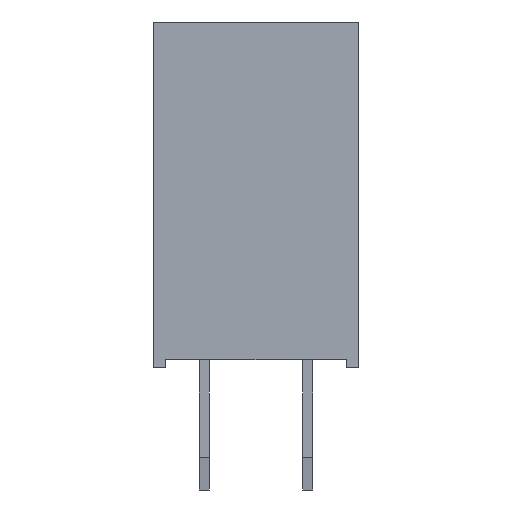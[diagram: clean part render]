
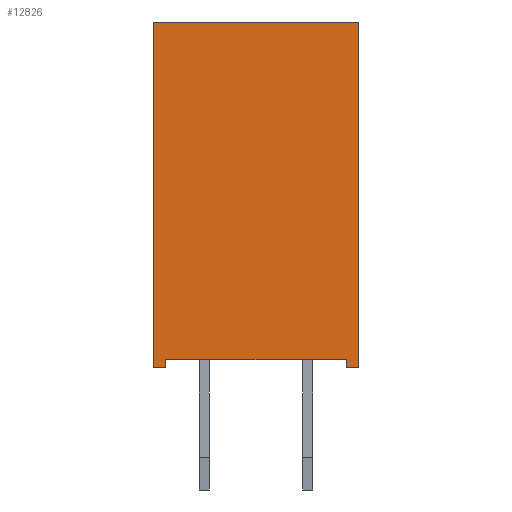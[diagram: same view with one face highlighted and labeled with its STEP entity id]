
A CAD part, left-side view. The second image highlights one B-rep face of the part: STEP entity #12826.
In plain terms, the highlighted planar face has unit normal (-1, 0, 0).
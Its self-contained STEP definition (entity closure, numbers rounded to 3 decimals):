
#930=FACE_OUTER_BOUND('',#1626,.T.);
#1626=EDGE_LOOP('',(#9261,#9262,#9263,#9264,#9265,#9266,#9267,#9268));
#2492=LINE('',#18850,#4036);
#2495=LINE('',#18855,#4039);
#2497=LINE('',#18859,#4041);
#2507=LINE('',#18879,#4051);
#2538=LINE('',#18941,#4082);
#2548=LINE('',#18960,#4092);
#2549=LINE('',#18962,#4093);
#2550=LINE('',#18963,#4094);
#4036=VECTOR('',#15187,0.3);
#4039=VECTOR('',#15192,8.5);
#4041=VECTOR('',#15196,5.04);
#4051=VECTOR('',#15208,8.5);
#4082=VECTOR('',#15263,4.44);
#4092=VECTOR('',#15285,0.3);
#4093=VECTOR('',#15288,0.2);
#4094=VECTOR('',#15289,0.2);
#5526=VERTEX_POINT('',#18847);
#5527=VERTEX_POINT('',#18849);
#5528=VERTEX_POINT('',#18853);
#5529=VERTEX_POINT('',#18857);
#5538=VERTEX_POINT('',#18877);
#5556=VERTEX_POINT('',#18938);
#5557=VERTEX_POINT('',#18940);
#5560=VERTEX_POINT('',#18958);
#6868=EDGE_CURVE('',#5527,#5526,#2492,.T.);
#6871=EDGE_CURVE('',#5526,#5528,#2495,.T.);
#6873=EDGE_CURVE('',#5528,#5529,#2497,.T.);
#6883=EDGE_CURVE('',#5529,#5538,#2507,.T.);
#6914=EDGE_CURVE('',#5557,#5556,#2538,.T.);
#6924=EDGE_CURVE('',#5538,#5560,#2548,.T.);
#6925=EDGE_CURVE('',#5560,#5557,#2549,.T.);
#6926=EDGE_CURVE('',#5556,#5527,#2550,.T.);
#9261=ORIENTED_EDGE('',*,*,#6871,.T.);
#9262=ORIENTED_EDGE('',*,*,#6873,.T.);
#9263=ORIENTED_EDGE('',*,*,#6883,.T.);
#9264=ORIENTED_EDGE('',*,*,#6924,.T.);
#9265=ORIENTED_EDGE('',*,*,#6925,.T.);
#9266=ORIENTED_EDGE('',*,*,#6914,.T.);
#9267=ORIENTED_EDGE('',*,*,#6926,.T.);
#9268=ORIENTED_EDGE('',*,*,#6868,.T.);
#12270=PLANE('',#13620);
#12826=ADVANCED_FACE('',(#930),#12270,.T.);
#13620=AXIS2_PLACEMENT_3D('',#18961,#15286,#15287);
#15187=DIRECTION('',(0.,0.,1.));
#15192=DIRECTION('',(0.,1.,0.));
#15196=DIRECTION('',(0.,0.,-1.));
#15208=DIRECTION('',(0.,-1.,0.));
#15263=DIRECTION('',(0.,0.,1.));
#15285=DIRECTION('',(0.,0.,1.));
#15286=DIRECTION('center_axis',(-1.,0.,0.));
#15287=DIRECTION('ref_axis',(0.,0.,1.));
#15288=DIRECTION('',(0.,1.,0.));
#15289=DIRECTION('',(0.,-1.,0.));
#18847=CARTESIAN_POINT('',(-1.47,-8.5,2.52));
#18849=CARTESIAN_POINT('',(-1.47,-8.5,2.22));
#18850=CARTESIAN_POINT('',(-1.47,-8.5,2.22));
#18853=CARTESIAN_POINT('',(-1.47,0.,2.52));
#18855=CARTESIAN_POINT('',(-1.47,-8.5,2.52));
#18857=CARTESIAN_POINT('',(-1.47,0.,-2.52));
#18859=CARTESIAN_POINT('',(-1.47,0.,2.52));
#18877=CARTESIAN_POINT('',(-1.47,-8.5,-2.52));
#18879=CARTESIAN_POINT('',(-1.47,0.,-2.52));
#18938=CARTESIAN_POINT('',(-1.47,-8.3,2.22));
#18940=CARTESIAN_POINT('',(-1.47,-8.3,-2.22));
#18941=CARTESIAN_POINT('',(-1.47,-8.3,-2.22));
#18958=CARTESIAN_POINT('',(-1.47,-8.5,-2.22));
#18960=CARTESIAN_POINT('',(-1.47,-8.5,-2.52));
#18961=CARTESIAN_POINT('Origin',(-1.47,0.,0.));
#18962=CARTESIAN_POINT('',(-1.47,-8.5,-2.22));
#18963=CARTESIAN_POINT('',(-1.47,-8.3,2.22));
